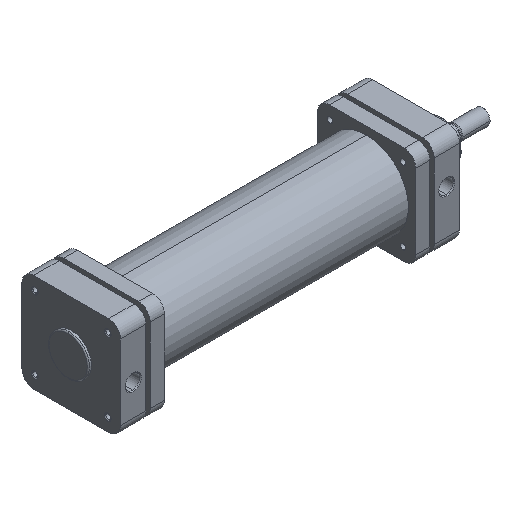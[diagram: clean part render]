
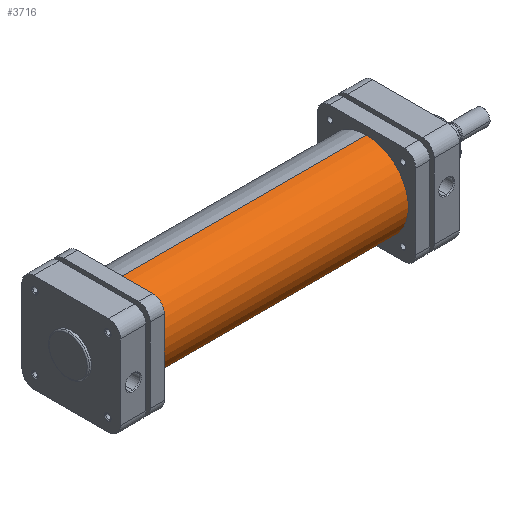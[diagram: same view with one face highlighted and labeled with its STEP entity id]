
A CAD part, isometric view. The second image highlights one B-rep face of the part: STEP entity #3716.
In plain terms, the highlighted cylindrical face has radius 53.5 mm (diameter 107 mm), a partial arc.
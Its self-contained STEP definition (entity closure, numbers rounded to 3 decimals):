
#1 = CARTESIAN_POINT ( 'NONE',  ( 53.5, 0., 369. ) ) ;
#48 = VERTEX_POINT ( 'NONE', #1 ) ;
#379 = FACE_OUTER_BOUND ( 'NONE', #2893, .T. ) ;
#382 = CYLINDRICAL_SURFACE ( 'NONE', #2701, 53.5 ) ;
#880 = CIRCLE ( 'NONE', #2524, 53.5 ) ;
#1803 = CARTESIAN_POINT ( 'NONE',  ( 53.5, 0., 0. ) ) ;
#1807 = CARTESIAN_POINT ( 'NONE',  ( -53.5, 0., 0. ) ) ;
#1812 = CARTESIAN_POINT ( 'NONE',  ( -53.5, 0., 369. ) ) ;
#2073 = LINE ( 'NONE', #4203, #2103 ) ;
#2096 = CIRCLE ( 'NONE', #2520, 53.5 ) ;
#2101 = VECTOR ( 'NONE', #4220, 1000. ) ;
#2103 = VECTOR ( 'NONE', #4216, 1000. ) ;
#2119 = LINE ( 'NONE', #4206, #2101 ) ;
#2202 = EDGE_CURVE ( 'NONE', #48, #5119, #2073, .T. ) ;
#2204 = EDGE_CURVE ( 'NONE', #5128, #5123, #2119, .T. ) ;
#2207 = EDGE_CURVE ( 'NONE', #5128, #48, #2096, .T. ) ;
#2209 = EDGE_CURVE ( 'NONE', #5123, #5119, #880, .T. ) ;
#2520 = AXIS2_PLACEMENT_3D ( 'NONE', #4226, #4228, #4229 ) ;
#2524 = AXIS2_PLACEMENT_3D ( 'NONE', #4227, #4234, #4235 ) ;
#2701 = AXIS2_PLACEMENT_3D ( 'NONE', #5049, #5048, #5047 ) ;
#2893 = EDGE_LOOP ( 'NONE', ( #3412, #3411, #3410, #3409 ) ) ;
#3409 = ORIENTED_EDGE ( 'NONE', *, *, #2209, .T. ) ;
#3410 = ORIENTED_EDGE ( 'NONE', *, *, #2204, .T. ) ;
#3411 = ORIENTED_EDGE ( 'NONE', *, *, #2207, .F. ) ;
#3412 = ORIENTED_EDGE ( 'NONE', *, *, #2202, .F. ) ;
#3716 = ADVANCED_FACE ( 'NONE', ( #379 ), #382, .T. ) ;
#4203 = CARTESIAN_POINT ( 'NONE',  ( 53.5, 0., 369. ) ) ;
#4206 = CARTESIAN_POINT ( 'NONE',  ( -53.5, 0., 369. ) ) ;
#4216 = DIRECTION ( 'NONE',  ( 0., 0., -1. ) ) ;
#4220 = DIRECTION ( 'NONE',  ( 0., 0., -1. ) ) ;
#4226 = CARTESIAN_POINT ( 'NONE',  ( 0., 0., 369. ) ) ;
#4227 = CARTESIAN_POINT ( 'NONE',  ( 0., 0., 0. ) ) ;
#4228 = DIRECTION ( 'NONE',  ( 0., 0., 1. ) ) ;
#4229 = DIRECTION ( 'NONE',  ( 1., 0., 0. ) ) ;
#4234 = DIRECTION ( 'NONE',  ( 0., 0., 1. ) ) ;
#4235 = DIRECTION ( 'NONE',  ( 1., 0., 0. ) ) ;
#5047 = DIRECTION ( 'NONE',  ( -1., 0., 0. ) ) ;
#5048 = DIRECTION ( 'NONE',  ( 0., 0., -1. ) ) ;
#5049 = CARTESIAN_POINT ( 'NONE',  ( 0., 0., 369. ) ) ;
#5119 = VERTEX_POINT ( 'NONE', #1803 ) ;
#5123 = VERTEX_POINT ( 'NONE', #1807 ) ;
#5128 = VERTEX_POINT ( 'NONE', #1812 ) ;
